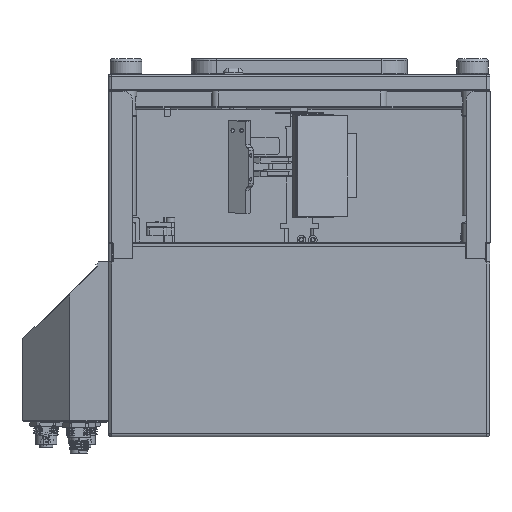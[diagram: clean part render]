
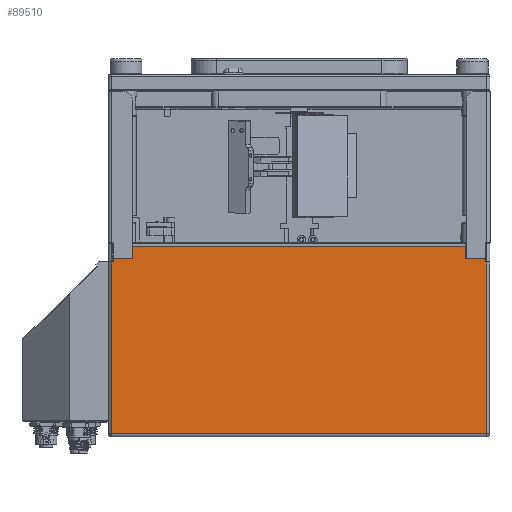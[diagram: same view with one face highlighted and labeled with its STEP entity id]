
A CAD part, front view. The second image highlights one B-rep face of the part: STEP entity #89510.
In plain terms, the highlighted planar face has unit normal (0, -1, 0).
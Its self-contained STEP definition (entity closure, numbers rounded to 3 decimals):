
#7879=LINE('',#192760,#15958);
#7880=LINE('',#192764,#15959);
#7881=LINE('',#192768,#15960);
#7882=LINE('',#192772,#15961);
#7883=LINE('',#192776,#15962);
#7884=LINE('',#192780,#15963);
#7885=LINE('',#192784,#15964);
#7886=LINE('',#192786,#15965);
#7887=LINE('',#192788,#15966);
#7888=LINE('',#192790,#15967);
#7889=LINE('',#192792,#15968);
#7890=LINE('',#192795,#15969);
#15958=VECTOR('',#110437,10.);
#15959=VECTOR('',#110440,10.);
#15960=VECTOR('',#110443,10.);
#15961=VECTOR('',#110446,10.);
#15962=VECTOR('',#110449,10.);
#15963=VECTOR('',#110452,10.);
#15964=VECTOR('',#110455,10.);
#15965=VECTOR('',#110456,10.);
#15966=VECTOR('',#110457,10.);
#15967=VECTOR('',#110458,10.);
#15968=VECTOR('',#110459,10.);
#15969=VECTOR('',#110462,10.);
#23660=FACE_OUTER_BOUND('',#28688,.T.);
#28688=EDGE_LOOP('',(#68622,#68623,#68624,#68625,#68626,#68627,#68628,#68629,
#68630,#68631,#68632,#68633,#68634,#68635,#68636,#68637,#68638,#68639,#68640,
#68641));
#32824=CIRCLE('',#95890,0.5);
#32825=CIRCLE('',#95891,0.5);
#32826=CIRCLE('',#95892,0.5);
#32827=CIRCLE('',#95893,0.5);
#32828=CIRCLE('',#95894,0.5);
#32829=CIRCLE('',#95895,0.5);
#32830=CIRCLE('',#95896,0.5);
#32831=CIRCLE('',#95897,0.5);
#38109=VERTEX_POINT('',#192756);
#38110=VERTEX_POINT('',#192757);
#38111=VERTEX_POINT('',#192759);
#38112=VERTEX_POINT('',#192761);
#38113=VERTEX_POINT('',#192763);
#38114=VERTEX_POINT('',#192765);
#38115=VERTEX_POINT('',#192767);
#38116=VERTEX_POINT('',#192769);
#38117=VERTEX_POINT('',#192771);
#38118=VERTEX_POINT('',#192773);
#38119=VERTEX_POINT('',#192775);
#38120=VERTEX_POINT('',#192777);
#38121=VERTEX_POINT('',#192779);
#38122=VERTEX_POINT('',#192781);
#38123=VERTEX_POINT('',#192783);
#38124=VERTEX_POINT('',#192785);
#38125=VERTEX_POINT('',#192787);
#38126=VERTEX_POINT('',#192789);
#38127=VERTEX_POINT('',#192791);
#38128=VERTEX_POINT('',#192793);
#48883=EDGE_CURVE('',#38109,#38110,#32824,.T.);
#48884=EDGE_CURVE('',#38111,#38109,#7879,.T.);
#48885=EDGE_CURVE('',#38112,#38111,#32825,.T.);
#48886=EDGE_CURVE('',#38113,#38112,#7880,.T.);
#48887=EDGE_CURVE('',#38114,#38113,#32826,.T.);
#48888=EDGE_CURVE('',#38115,#38114,#7881,.T.);
#48889=EDGE_CURVE('',#38116,#38115,#32827,.T.);
#48890=EDGE_CURVE('',#38117,#38116,#7882,.T.);
#48891=EDGE_CURVE('',#38118,#38117,#32828,.T.);
#48892=EDGE_CURVE('',#38119,#38118,#7883,.T.);
#48893=EDGE_CURVE('',#38120,#38119,#32829,.T.);
#48894=EDGE_CURVE('',#38121,#38120,#7884,.T.);
#48895=EDGE_CURVE('',#38122,#38121,#32830,.T.);
#48896=EDGE_CURVE('',#38123,#38122,#7885,.T.);
#48897=EDGE_CURVE('',#38124,#38123,#7886,.T.);
#48898=EDGE_CURVE('',#38124,#38125,#7887,.T.);
#48899=EDGE_CURVE('',#38126,#38125,#7888,.T.);
#48900=EDGE_CURVE('',#38127,#38126,#7889,.T.);
#48901=EDGE_CURVE('',#38128,#38127,#32831,.T.);
#48902=EDGE_CURVE('',#38110,#38128,#7890,.T.);
#68622=ORIENTED_EDGE('',*,*,#48883,.F.);
#68623=ORIENTED_EDGE('',*,*,#48884,.F.);
#68624=ORIENTED_EDGE('',*,*,#48885,.F.);
#68625=ORIENTED_EDGE('',*,*,#48886,.F.);
#68626=ORIENTED_EDGE('',*,*,#48887,.F.);
#68627=ORIENTED_EDGE('',*,*,#48888,.F.);
#68628=ORIENTED_EDGE('',*,*,#48889,.F.);
#68629=ORIENTED_EDGE('',*,*,#48890,.F.);
#68630=ORIENTED_EDGE('',*,*,#48891,.F.);
#68631=ORIENTED_EDGE('',*,*,#48892,.F.);
#68632=ORIENTED_EDGE('',*,*,#48893,.F.);
#68633=ORIENTED_EDGE('',*,*,#48894,.F.);
#68634=ORIENTED_EDGE('',*,*,#48895,.F.);
#68635=ORIENTED_EDGE('',*,*,#48896,.F.);
#68636=ORIENTED_EDGE('',*,*,#48897,.F.);
#68637=ORIENTED_EDGE('',*,*,#48898,.T.);
#68638=ORIENTED_EDGE('',*,*,#48899,.F.);
#68639=ORIENTED_EDGE('',*,*,#48900,.F.);
#68640=ORIENTED_EDGE('',*,*,#48901,.F.);
#68641=ORIENTED_EDGE('',*,*,#48902,.F.);
#81436=PLANE('',#95889);
#89510=ADVANCED_FACE('',(#23660),#81436,.F.);
#95889=AXIS2_PLACEMENT_3D('',#192755,#110433,#110434);
#95890=AXIS2_PLACEMENT_3D('',#192758,#110435,#110436);
#95891=AXIS2_PLACEMENT_3D('',#192762,#110438,#110439);
#95892=AXIS2_PLACEMENT_3D('',#192766,#110441,#110442);
#95893=AXIS2_PLACEMENT_3D('',#192770,#110444,#110445);
#95894=AXIS2_PLACEMENT_3D('',#192774,#110447,#110448);
#95895=AXIS2_PLACEMENT_3D('',#192778,#110450,#110451);
#95896=AXIS2_PLACEMENT_3D('',#192782,#110453,#110454);
#95897=AXIS2_PLACEMENT_3D('',#192794,#110460,#110461);
#110433=DIRECTION('center_axis',(0.,1.,0.));
#110434=DIRECTION('ref_axis',(0.,0.,
-1.));
#110435=DIRECTION('center_axis',(0.,1.,0.));
#110436=DIRECTION('ref_axis',(0.707,0.,0.707));
#110437=DIRECTION('',(1.,0.,0.));
#110438=DIRECTION('center_axis',(0.,-1.,0.));
#110439=DIRECTION('ref_axis',(-0.707,0.,
-0.707));
#110440=DIRECTION('',(0.,0.,-1.));
#110441=DIRECTION('center_axis',(0.,1.,0.));
#110442=DIRECTION('ref_axis',(0.707,0.,0.707));
#110443=DIRECTION('',(1.,0.,0.));
#110444=DIRECTION('center_axis',(0.,1.,0.));
#110445=DIRECTION('ref_axis',(-0.707,0.,0.707));
#110446=DIRECTION('',(0.,0.,1.));
#110447=DIRECTION('center_axis',(0.,-1.,0.));
#110448=DIRECTION('ref_axis',(0.707,0.,-0.707));
#110449=DIRECTION('',(1.,0.,0.));
#110450=DIRECTION('center_axis',(0.,1.,0.));
#110451=DIRECTION('ref_axis',(-0.707,0.,0.707));
#110452=DIRECTION('',(0.,0.,1.));
#110453=DIRECTION('center_axis',(0.,-1.,0.));
#110454=DIRECTION('ref_axis',(0.707,0.,-0.707));
#110455=DIRECTION('',(1.,0.,0.));
#110456=DIRECTION('',(0.,0.,1.));
#110457=DIRECTION('',(1.,0.,0.));
#110458=DIRECTION('',(0.,0.,-1.));
#110459=DIRECTION('',(1.,0.,0.));
#110460=DIRECTION('center_axis',(0.,-1.,0.));
#110461=DIRECTION('ref_axis',(-0.707,0.,
-0.707));
#110462=DIRECTION('',(0.,0.,-1.));
#192755=CARTESIAN_POINT('Origin',(-176.301,-196.343,-287.45));
#192756=CARTESIAN_POINT('',(-59.901,-196.343,-230.419));
#192757=CARTESIAN_POINT('',(-59.401,-196.343,-230.919));
#192758=CARTESIAN_POINT('Origin',(-59.901,-196.343,-230.919));
#192759=CARTESIAN_POINT('',(-71.101,-196.343,-230.419));
#192760=CARTESIAN_POINT('',(-71.601,-196.343,-230.419));
#192761=CARTESIAN_POINT('',(-71.601,-196.343,-229.919));
#192762=CARTESIAN_POINT('Origin',(-71.101,-196.343,-229.919));
#192763=CARTESIAN_POINT('',(-71.601,-196.343,-222.919));
#192764=CARTESIAN_POINT('',(-71.601,-196.343,-222.419));
#192765=CARTESIAN_POINT('',(-72.101,-196.343,-222.419));
#192766=CARTESIAN_POINT('Origin',(-72.101,-196.343,-222.919));
#192767=CARTESIAN_POINT('',(-280.501,-196.343,-222.419));
#192768=CARTESIAN_POINT('',(-281.001,-196.343,-222.419));
#192769=CARTESIAN_POINT('',(-281.001,-196.343,-222.919));
#192770=CARTESIAN_POINT('Origin',(-280.501,-196.343,-222.919));
#192771=CARTESIAN_POINT('',(-281.001,-196.343,-229.919));
#192772=CARTESIAN_POINT('',(-281.001,-196.343,-232.319));
#192773=CARTESIAN_POINT('',(-281.501,-196.343,-230.419));
#192774=CARTESIAN_POINT('Origin',(-281.501,-196.343,-229.919));
#192775=CARTESIAN_POINT('',(-292.701,-196.343,-230.419));
#192776=CARTESIAN_POINT('',(-293.201,-196.343,-230.419));
#192777=CARTESIAN_POINT('',(-293.201,-196.343,-230.919));
#192778=CARTESIAN_POINT('Origin',(-292.701,-196.343,-230.919));
#192779=CARTESIAN_POINT('',(-293.201,-196.343,-231.819));
#192780=CARTESIAN_POINT('',(-293.201,-196.343,-232.319));
#192781=CARTESIAN_POINT('',(-293.701,-196.343,-232.319));
#192782=CARTESIAN_POINT('Origin',(-293.701,-196.343,-231.819));
#192783=CARTESIAN_POINT('',(-294.301,-196.343,-232.319));
#192784=CARTESIAN_POINT('',(-294.301,-196.343,-232.319));
#192785=CARTESIAN_POINT('',(-294.301,-196.343,-340.319));
#192786=CARTESIAN_POINT('',(-294.301,-196.343,-340.319));
#192787=CARTESIAN_POINT('',(-58.301,-196.343,-340.319));
#192788=CARTESIAN_POINT('',(-176.301,-196.343,-340.319));
#192789=CARTESIAN_POINT('',(-58.301,-196.343,-232.319));
#192790=CARTESIAN_POINT('',(-58.301,-196.343,-342.581));
#192791=CARTESIAN_POINT('',(-58.901,-196.343,-232.319));
#192792=CARTESIAN_POINT('',(-294.301,-196.343,-232.319));
#192793=CARTESIAN_POINT('',(-59.401,-196.343,-231.819));
#192794=CARTESIAN_POINT('Origin',(-58.901,-196.343,-231.819));
#192795=CARTESIAN_POINT('',(-59.401,-196.343,-230.419));
